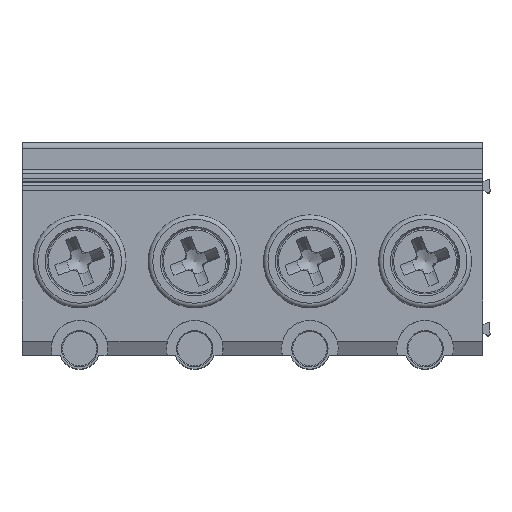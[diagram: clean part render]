
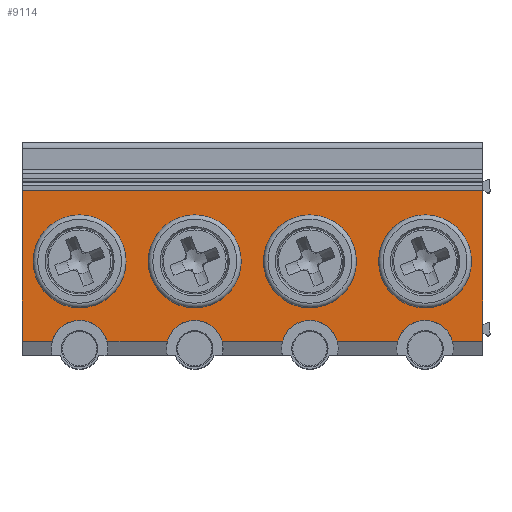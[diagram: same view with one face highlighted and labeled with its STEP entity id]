
A CAD part, top view. The second image highlights one B-rep face of the part: STEP entity #9114.
In plain terms, the highlighted planar face has unit normal (0, 0, 1).
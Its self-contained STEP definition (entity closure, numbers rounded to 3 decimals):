
#319=LINE('',#12456,#1009);
#320=LINE('',#12464,#1010);
#321=LINE('',#12468,#1011);
#322=LINE('',#12471,#1012);
#323=LINE('',#12473,#1013);
#324=LINE('',#12478,#1014);
#325=LINE('',#12482,#1015);
#326=LINE('',#12484,#1016);
#1009=VECTOR('',#10373,1000.);
#1010=VECTOR('',#10384,1000.);
#1011=VECTOR('',#10389,1000.);
#1012=VECTOR('',#10390,1000.);
#1013=VECTOR('',#10391,1000.);
#1014=VECTOR('',#10396,1000.);
#1015=VECTOR('',#10399,1000.);
#1016=VECTOR('',#10400,1000.);
#1570=PLANE('',#9542);
#1829=CIRCLE('',#9533,4.1);
#1830=CIRCLE('',#9538,2.5);
#1831=CIRCLE('',#9543,2.5);
#1832=CIRCLE('',#9544,2.5);
#1833=CIRCLE('',#9545,2.5);
#1834=CIRCLE('',#9546,4.1);
#1835=CIRCLE('',#9547,4.1);
#1836=CIRCLE('',#9548,4.1);
#2336=ORIENTED_EDGE('',*,*,#4095,.T.);
#2337=ORIENTED_EDGE('',*,*,#4096,.T.);
#2338=ORIENTED_EDGE('',*,*,#4097,.T.);
#2339=ORIENTED_EDGE('',*,*,#4098,.F.);
#2340=ORIENTED_EDGE('',*,*,#4093,.T.);
#2341=ORIENTED_EDGE('',*,*,#4091,.F.);
#2342=ORIENTED_EDGE('',*,*,#4089,.T.);
#2343=ORIENTED_EDGE('',*,*,#4099,.F.);
#2344=ORIENTED_EDGE('',*,*,#4100,.T.);
#2345=ORIENTED_EDGE('',*,*,#4101,.F.);
#2346=ORIENTED_EDGE('',*,*,#4102,.T.);
#2347=ORIENTED_EDGE('',*,*,#4103,.T.);
#2348=ORIENTED_EDGE('',*,*,#4087,.T.);
#2349=ORIENTED_EDGE('',*,*,#4104,.T.);
#2350=ORIENTED_EDGE('',*,*,#4105,.T.);
#2351=ORIENTED_EDGE('',*,*,#4106,.T.);
#4087=EDGE_CURVE('',#5507,#5507,#1829,.T.);
#4089=EDGE_CURVE('',#5509,#5508,#319,.T.);
#4091=EDGE_CURVE('',#5509,#5510,#1830,.T.);
#4093=EDGE_CURVE('',#5511,#5510,#320,.T.);
#4095=EDGE_CURVE('',#5512,#5513,#321,.T.);
#4096=EDGE_CURVE('',#5513,#5514,#322,.T.);
#4097=EDGE_CURVE('',#5514,#5515,#323,.T.);
#4098=EDGE_CURVE('',#5511,#5515,#1831,.T.);
#4099=EDGE_CURVE('',#5516,#5508,#1832,.T.);
#4100=EDGE_CURVE('',#5516,#5517,#324,.T.);
#4101=EDGE_CURVE('',#5518,#5517,#1833,.T.);
#4102=EDGE_CURVE('',#5518,#5519,#325,.T.);
#4103=EDGE_CURVE('',#5519,#5512,#326,.T.);
#4104=EDGE_CURVE('',#5520,#5520,#1834,.T.);
#4105=EDGE_CURVE('',#5521,#5521,#1835,.T.);
#4106=EDGE_CURVE('',#5522,#5522,#1836,.T.);
#4973=EDGE_LOOP('',(#2336,#2337,#2338,#2339,#2340,#2341,#2342,#2343,#2344,
#2345,#2346,#2347));
#4974=EDGE_LOOP('',(#2348));
#4975=EDGE_LOOP('',(#2349));
#4976=EDGE_LOOP('',(#2350));
#4977=EDGE_LOOP('',(#2351));
#5507=VERTEX_POINT('',#12452);
#5508=VERTEX_POINT('',#12455);
#5509=VERTEX_POINT('',#12457);
#5510=VERTEX_POINT('',#12461);
#5511=VERTEX_POINT('',#12465);
#5512=VERTEX_POINT('',#12469);
#5513=VERTEX_POINT('',#12470);
#5514=VERTEX_POINT('',#12472);
#5515=VERTEX_POINT('',#12474);
#5516=VERTEX_POINT('',#12477);
#5517=VERTEX_POINT('',#12479);
#5518=VERTEX_POINT('',#12481);
#5519=VERTEX_POINT('',#12483);
#5520=VERTEX_POINT('',#12486);
#5521=VERTEX_POINT('',#12488);
#5522=VERTEX_POINT('',#12490);
#6059=FACE_BOUND('',#4973,.T.);
#6060=FACE_BOUND('',#4974,.T.);
#6061=FACE_BOUND('',#4975,.T.);
#6062=FACE_BOUND('',#4976,.T.);
#6063=FACE_BOUND('',#4977,.T.);
#9114=ADVANCED_FACE('',(#6059,#6060,#6061,#6062,#6063),#1570,.T.);
#9533=AXIS2_PLACEMENT_3D('',#12451,#10367,#10368);
#9538=AXIS2_PLACEMENT_3D('',#12460,#10378,#10379);
#9542=AXIS2_PLACEMENT_3D('',#12467,#10387,#10388);
#9543=AXIS2_PLACEMENT_3D('',#12475,#10392,#10393);
#9544=AXIS2_PLACEMENT_3D('',#12476,#10394,#10395);
#9545=AXIS2_PLACEMENT_3D('',#12480,#10397,#10398);
#9546=AXIS2_PLACEMENT_3D('',#12485,#10401,#10402);
#9547=AXIS2_PLACEMENT_3D('',#12487,#10403,#10404);
#9548=AXIS2_PLACEMENT_3D('',#12489,#10405,#10406);
#10367=DIRECTION('',(0.,0.,-1.));
#10368=DIRECTION('',(0.,-1.,0.));
#10373=DIRECTION('',(1.,0.,0.));
#10378=DIRECTION('',(0.,0.,1.));
#10379=DIRECTION('',(1.,0.,0.));
#10384=DIRECTION('',(1.,0.,0.));
#10387=DIRECTION('',(0.,0.,1.));
#10388=DIRECTION('',(1.,0.,0.));
#10389=DIRECTION('',(-1.,0.,0.));
#10390=DIRECTION('',(0.,-1.,0.));
#10391=DIRECTION('',(1.,0.,0.));
#10392=DIRECTION('',(0.,0.,1.));
#10393=DIRECTION('',(1.,0.,0.));
#10394=DIRECTION('',(0.,0.,1.));
#10395=DIRECTION('',(1.,0.,0.));
#10396=DIRECTION('',(1.,0.,0.));
#10397=DIRECTION('',(0.,0.,1.));
#10398=DIRECTION('',(1.,0.,0.));
#10399=DIRECTION('',(1.,0.,0.));
#10400=DIRECTION('',(0.,1.,0.));
#10401=DIRECTION('',(0.,0.,-1.));
#10402=DIRECTION('',(0.,-1.,0.));
#10403=DIRECTION('',(0.,0.,-1.));
#10404=DIRECTION('',(0.,-1.,0.));
#10405=DIRECTION('',(0.,0.,-1.));
#10406=DIRECTION('',(0.,-1.,0.));
#12451=CARTESIAN_POINT('',(-20.32,-9.,26.5));
#12452=CARTESIAN_POINT('',(-20.32,-13.1,26.5));
#12455=CARTESIAN_POINT('',(-12.569,-16.033,26.5));
#12456=CARTESIAN_POINT('',(-5.08,-16.033,26.5));
#12457=CARTESIAN_POINT('',(-17.911,-16.033,26.5));
#12460=CARTESIAN_POINT('',(-20.32,-16.7,26.5));
#12461=CARTESIAN_POINT('',(-22.729,-16.033,26.5));
#12464=CARTESIAN_POINT('',(-5.08,-16.033,26.5));
#12465=CARTESIAN_POINT('',(-28.071,-16.033,26.5));
#12467=CARTESIAN_POINT('',(-5.08,1.5,26.5));
#12468=CARTESIAN_POINT('',(-5.08,-2.778,26.5));
#12469=CARTESIAN_POINT('',(5.08,-2.778,26.5));
#12470=CARTESIAN_POINT('',(-35.56,-2.778,26.5));
#12471=CARTESIAN_POINT('',(-35.56,-18.732,26.5));
#12472=CARTESIAN_POINT('',(-35.56,-16.033,26.5));
#12473=CARTESIAN_POINT('',(-5.08,-16.033,26.5));
#12474=CARTESIAN_POINT('',(-32.889,-16.033,26.5));
#12475=CARTESIAN_POINT('',(-30.48,-16.7,26.5));
#12476=CARTESIAN_POINT('',(-10.16,-16.7,26.5));
#12477=CARTESIAN_POINT('',(-7.751,-16.033,26.5));
#12478=CARTESIAN_POINT('',(5.08,-16.033,26.5));
#12479=CARTESIAN_POINT('',(-2.409,-16.033,26.5));
#12480=CARTESIAN_POINT('',(0.,-16.7,26.5));
#12481=CARTESIAN_POINT('',(2.409,-16.033,26.5));
#12482=CARTESIAN_POINT('',(5.08,-16.033,26.5));
#12483=CARTESIAN_POINT('',(5.08,-16.033,26.5));
#12484=CARTESIAN_POINT('',(5.08,-18.732,26.5));
#12485=CARTESIAN_POINT('',(0.,-9.,26.5));
#12486=CARTESIAN_POINT('',(0.,-13.1,26.5));
#12487=CARTESIAN_POINT('',(-10.16,-9.,26.5));
#12488=CARTESIAN_POINT('',(-10.16,-13.1,26.5));
#12489=CARTESIAN_POINT('',(-30.48,-9.,26.5));
#12490=CARTESIAN_POINT('',(-30.48,-13.1,26.5));
